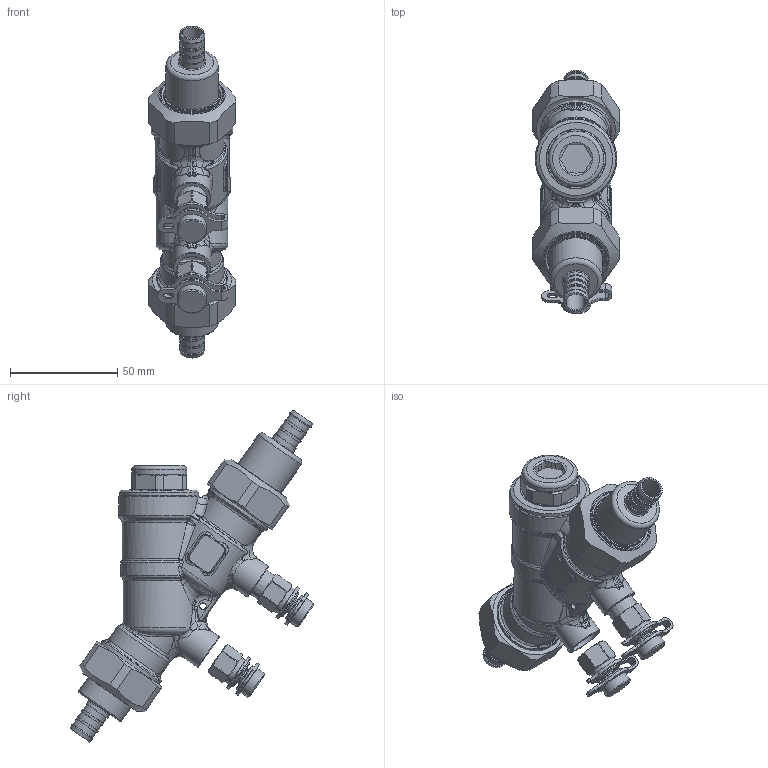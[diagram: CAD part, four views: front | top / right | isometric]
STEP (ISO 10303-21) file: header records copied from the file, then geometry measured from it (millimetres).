
FILE_DESCRIPTION(/* description */ (''),/* implementation_level */ '2;1');
FILE_NAME(/* name */ '128444AFC_Simplify_1.stp',/* time_stamp */ '2025-07-21T14:48:58-05:00',/* author */ ('ischreiner'),/* organization */ (''),/* preprocessor_version */ 'ST-DEVELOPER v20',/* originating_system */ 'Autodesk Inventor 2025',/* authorisation */ '');
FILE_SCHEMA (('AUTOMOTIVE_DESIGN { 1 0 10303 214 3 1 1 }'));
Length unit declared in the file: inch
Products named in the file (1): 128444AFC_Simplify_1
Bounding box: 40.63 x 113.54 x 154.66 mm (x, y, z)
Volume: 165164.9 mm3; surface area: 43139.6 mm2
Topology: 7 solids, 7 shells, 1179 faces, 2811 edges, 1671 vertices
Faces by surface type: bspline 709, cylinder 186, plane 139, cone 79, torus 62, sphere 4
Full cylindrical faces by diameter (mm): 3 x1, 8 x2, 9.017 x2, 11.176 x6, 11.5 x2, 11.963 x8, 12 x4, 12.2 x2, 13.5 x6, 13.9 x2, 17.5 x2, 20.066 x1, 20.091 x2, 20.574 x1, 20.6 x1, 22 x1, 24.384 x1, 24.435 x1, 25.8 x1, 26.416 x1, 26.452 x1, 26.924 x2, 29.5 x1, 29.972 x2, 30 x2, 30.302 x2, 33.1 x2, 37 x1
Entity records: 140765 total; most frequent: CARTESIAN_POINT 116543, ORIENTED_EDGE 5586, DIRECTION 3405, EDGE_CURVE 2793, VERTEX_POINT 1671, AXIS2_PLACEMENT_3D 1499, B_SPLINE_CURVE_WITH_KNOTS 1298, EDGE_LOOP 1244
